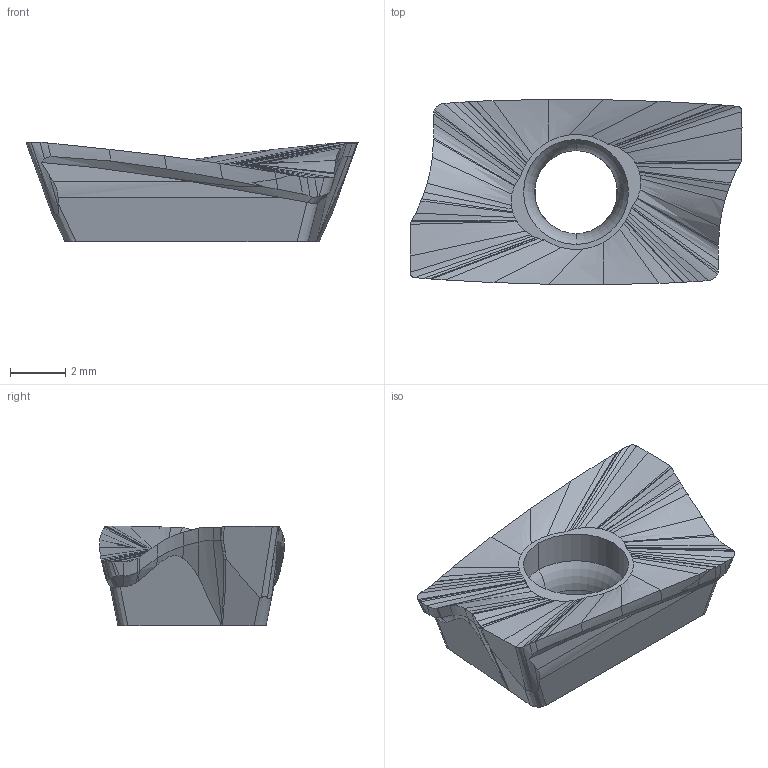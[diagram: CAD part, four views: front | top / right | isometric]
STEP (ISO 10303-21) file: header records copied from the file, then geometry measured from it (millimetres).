
FILE_DESCRIPTION(/* description */ (''),/* implementation_level */ '2;1');
FILE_NAME(/* name */ 'AOGT123602PEFR-GM.stp',/* time_stamp */ '2021-09-07T08:29:31+09:00',/* author */ (''),/* organization */ (''),/* preprocessor_version */ 'ST-DEVELOPER v16',/* originating_system */ 'SIEMENS PLM Software NX 10.0',/* authorisation */ '');
FILE_SCHEMA (('AUTOMOTIVE_DESIGN { 1 0 10303 214 3 1 1 1 }'));
Length unit declared in the file: millimetre
Products named in the file (1): AOGT123602PEFR-GM
Bounding box: 12 x 6.69 x 3.6 mm (x, y, z)
Volume: 144.1 mm3; surface area: 234.5 mm2
Topology: 1 solids, 1 shells, 179 faces, 523 edges, 416 vertices
Faces by surface type: bspline 129, plane 18, cylinder 18, extrusion 10, torus 2, cone 2
Entity records: 10347 total; most frequent: CARTESIAN_POINT 6674, ORIENTED_EDGE 910, EDGE_CURVE 455, B_SPLINE_CURVE_WITH_KNOTS 385, VERTEX_POINT 278, DIRECTION 256, EDGE_LOOP 181, ADVANCED_FACE 179
